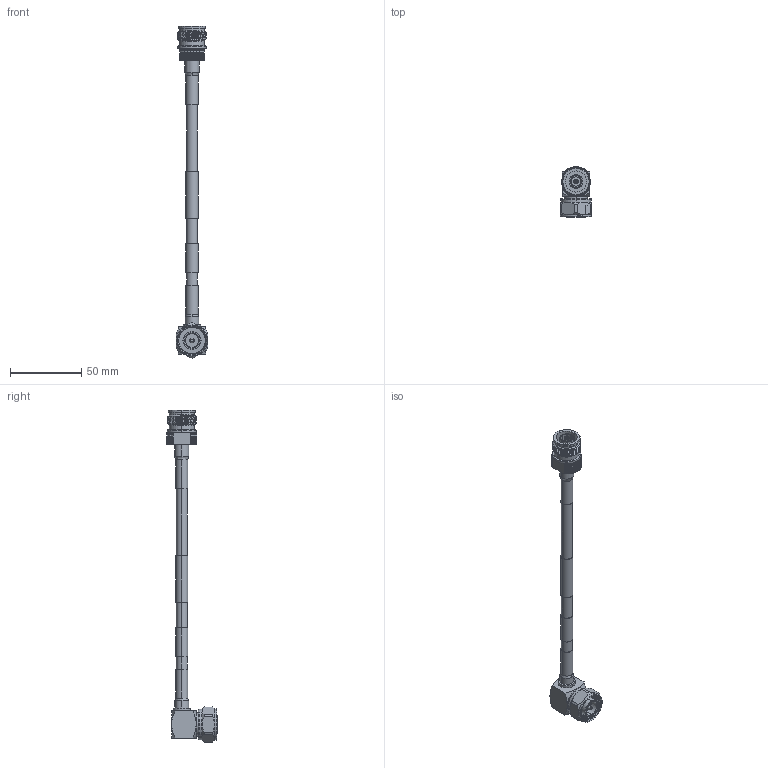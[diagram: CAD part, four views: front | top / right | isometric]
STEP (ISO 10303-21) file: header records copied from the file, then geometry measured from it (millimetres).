
FILE_DESCRIPTION (( 'STEP AP214' ), '1' );
FILE_NAME ('LCCA31003.step', '2022-10-04T19:11:46', ( '' ), ( '' ), 'SwSTEP 2.0', 'SolidWorks 2021', '' );
FILE_SCHEMA (( 'AUTOMOTIVE_DESIGN' ));
Length unit declared in the file: inch
Products named in the file (4): LCCA31003; TC-250-4310M-RA-LP^LCCA31003_SPO-250 ﾝ SPF-250; TC-250-4310F-LP^LCCA31003_SPO-250 ﾝ SPF-250; SPF-250-LC^LCCA31003_SPO-250 ﾝ SPF-250
Assembly tree (3 placements, depth 2):
  LCCA31003
    SPF-250-LC^LCCA31003_SPO-250 ﾝ SPF-250
    TC-250-4310F-LP^LCCA31003_SPO-250 ﾝ SPF-250
    TC-250-4310M-RA-LP^LCCA31003_SPO-250 ﾝ SPF-250
Bounding box: 22 x 35.35 x 233.42 mm (x, y, z)
Volume: 24977.4 mm3; surface area: 15008.2 mm2
Topology: 5 solids, 7 shells, 458 faces, 1096 edges, 666 vertices
Faces by surface type: plane 178, cylinder 142, cone 128, bspline 10
Entity records: 16509 total; most frequent: CARTESIAN_POINT 6072, ORIENTED_EDGE 2184, DIRECTION 2129, EDGE_CURVE 1092, AXIS2_PLACEMENT_3D 866, VERTEX_POINT 666, EDGE_LOOP 480, FACE_OUTER_BOUND 458
